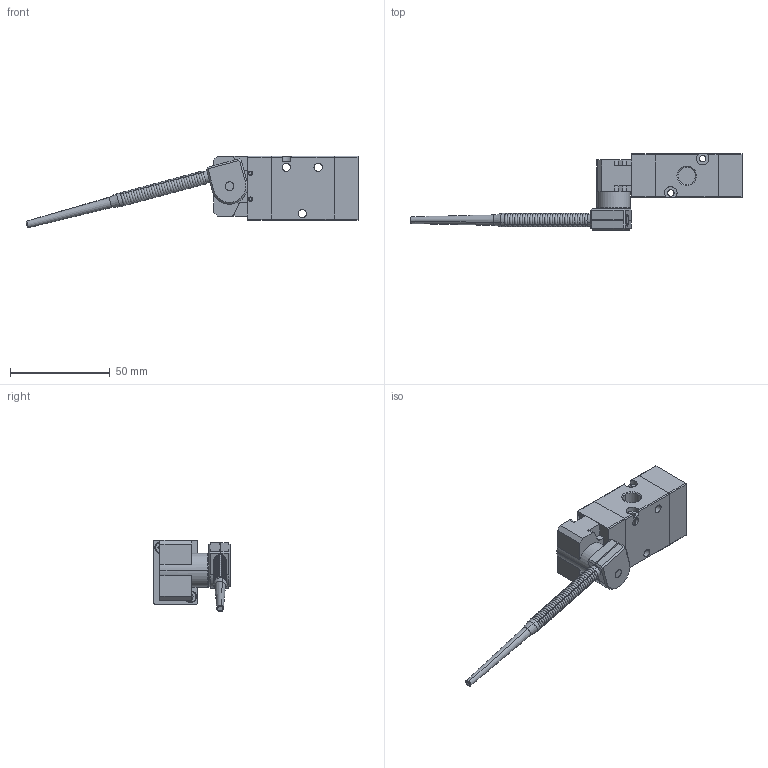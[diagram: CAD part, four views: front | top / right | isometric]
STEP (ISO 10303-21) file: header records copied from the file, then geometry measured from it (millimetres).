
FILE_DESCRIPTION (( 'STEP AP214' ), '1' );
FILE_NAME ('80_4_g61.STEP', '2015-12-21T09:45:08', ( '' ), ( '' ), 'SwSTEP 2.0', 'SolidWorks 2016', '' );
FILE_SCHEMA (( 'AUTOMOTIVE_DESIGN' ));
Length unit declared in the file: millimetre
Products named in the file (1): 80_4_g61
Bounding box: 166.69 x 38.25 x 35.84 mm (x, y, z)
Surface area: 21287.6 mm2 (no closed solid volume)
Topology: 0 solids, 75 shells, 561 faces, 1394 edges, 872 vertices
Faces by surface type: torus 220, plane 182, cylinder 92, cone 46, bspline 21
Entity records: 18580 total; most frequent: CARTESIAN_POINT 4418, DIRECTION 3241, ORIENTED_EDGE 2508, EDGE_CURVE 1386, AXIS2_PLACEMENT_3D 1368, VERTEX_POINT 872, CIRCLE 827, EDGE_LOOP 606
